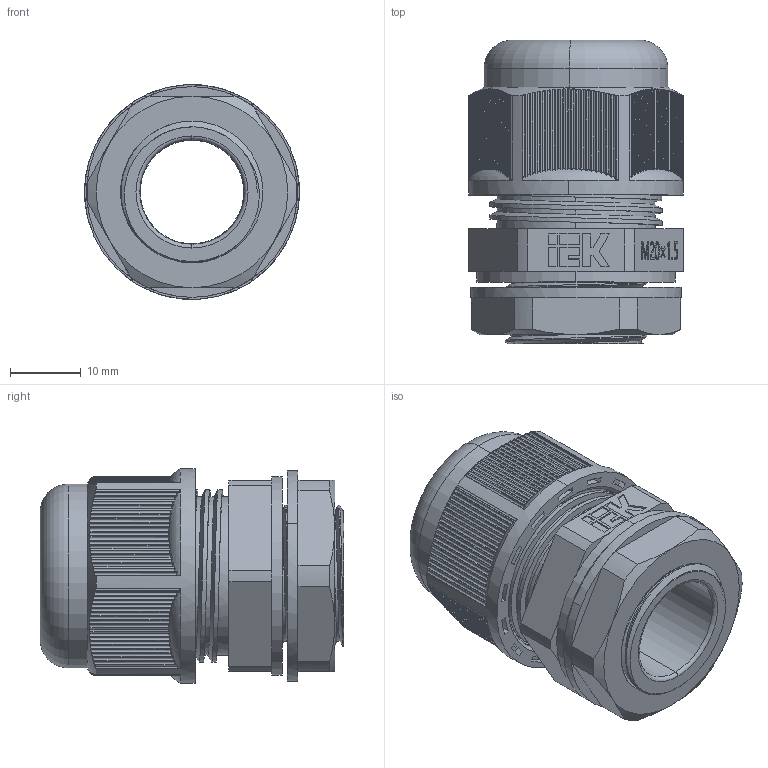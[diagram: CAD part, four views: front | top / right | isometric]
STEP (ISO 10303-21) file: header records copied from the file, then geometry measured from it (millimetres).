
FILE_DESCRIPTION (( 'STEP AP214' ), '1' );
FILE_NAME ('YSA20-10-20-68-K02 Ñàëüíèê MG 20.STEP', '2023-10-04T10:25:44', ( '' ), ( '' ), 'SwSTEP 2.0', 'SolidWorks 2022', '' );
FILE_SCHEMA (( 'AUTOMOTIVE_DESIGN' ));
Length unit declared in the file: millimetre
Products named in the file (1): YSA20-10-20-68-K02 Сальник MG 20
Bounding box: 30.3 x 42.83 x 30.22 mm (x, y, z)
Volume: 16212.1 mm3; surface area: 17331.4 mm2
Topology: 5 solids, 5 shells, 894 faces, 2470 edges, 1638 vertices
Faces by surface type: plane 421, cylinder 334, bspline 80, torus 36, cone 23
Entity records: 52554 total; most frequent: CARTESIAN_POINT 21617, ORIENTED_EDGE 4940, DIRECTION 3546, EDGE_CURVE 2470, VERTEX_POINT 1638, LINE 1190, VECTOR 1190, AXIS2_PLACEMENT_3D 1178
